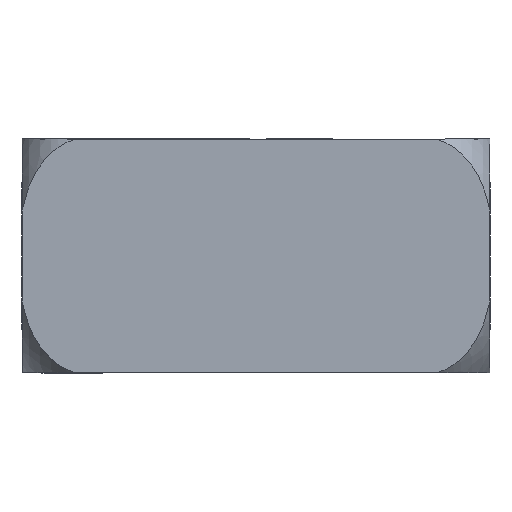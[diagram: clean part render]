
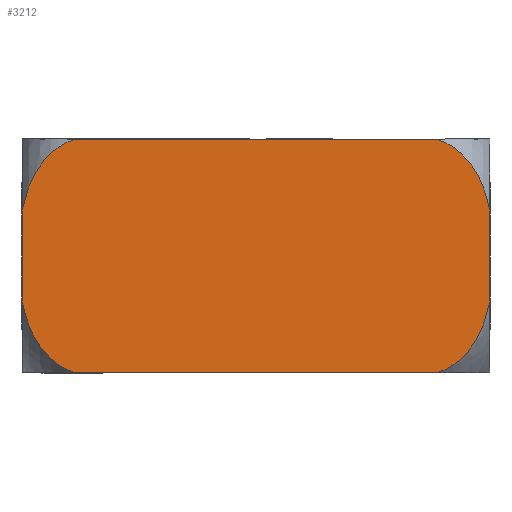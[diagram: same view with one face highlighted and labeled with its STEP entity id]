
A CAD part, front view. The second image highlights one B-rep face of the part: STEP entity #3212.
In plain terms, the highlighted planar face has unit normal (0, -1, 0).
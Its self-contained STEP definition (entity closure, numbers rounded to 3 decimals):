
#187=B_SPLINE_CURVE_WITH_KNOTS('',3,(#7580,#7581,#7582,#7583,#7584,#7585),
 .UNSPECIFIED.,.F.,.F.,(4,1,1,4),(0.,0.004,0.007,
0.014),.UNSPECIFIED.);
#190=B_SPLINE_CURVE_WITH_KNOTS('',3,(#7610,#7611,#7612,#7613,#7614,#7615,
#7616),.UNSPECIFIED.,.F.,.F.,(4,1,1,1,4),(0.,0.003,0.007,
0.01,0.014),.UNSPECIFIED.);
#196=B_SPLINE_CURVE_WITH_KNOTS('',3,(#7684,#7685,#7686,#7687,#7688,#7689,
#7690),.UNSPECIFIED.,.F.,.F.,(4,1,1,1,4),(0.,0.003,0.007,
0.01,0.014),.UNSPECIFIED.);
#198=B_SPLINE_CURVE_WITH_KNOTS('',3,(#7702,#7703,#7704,#7705,#7706,#7707),
 .UNSPECIFIED.,.F.,.F.,(4,1,1,4),(0.,0.004,0.007,
0.014),.UNSPECIFIED.);
#532=LINE('',#7625,#757);
#539=LINE('',#7699,#764);
#540=LINE('',#7700,#765);
#541=LINE('',#7709,#766);
#757=VECTOR('',#3975,1000.);
#764=VECTOR('',#4010,1000.);
#765=VECTOR('',#4011,1000.);
#766=VECTOR('',#4012,1000.);
#1296=ORIENTED_EDGE('',*,*,#1970,.F.);
#1297=ORIENTED_EDGE('',*,*,#2000,.F.);
#1298=ORIENTED_EDGE('',*,*,#1998,.F.);
#1299=ORIENTED_EDGE('',*,*,#2001,.T.);
#1300=ORIENTED_EDGE('',*,*,#2002,.F.);
#1301=ORIENTED_EDGE('',*,*,#2003,.T.);
#1302=ORIENTED_EDGE('',*,*,#1976,.F.);
#1303=ORIENTED_EDGE('',*,*,#1978,.F.);
#1970=EDGE_CURVE('',#2335,#2337,#187,.T.);
#1976=EDGE_CURVE('',#2342,#2343,#190,.T.);
#1978=EDGE_CURVE('',#2337,#2342,#532,.T.);
#1998=EDGE_CURVE('',#2357,#2358,#196,.T.);
#2000=EDGE_CURVE('',#2358,#2335,#539,.T.);
#2001=EDGE_CURVE('',#2357,#2359,#540,.T.);
#2002=EDGE_CURVE('',#2360,#2359,#198,.T.);
#2003=EDGE_CURVE('',#2360,#2343,#541,.T.);
#2335=VERTEX_POINT('',#7578);
#2337=VERTEX_POINT('',#7586);
#2342=VERTEX_POINT('',#7609);
#2343=VERTEX_POINT('',#7617);
#2357=VERTEX_POINT('',#7683);
#2358=VERTEX_POINT('',#7691);
#2359=VERTEX_POINT('',#7701);
#2360=VERTEX_POINT('',#7708);
#2601=EDGE_LOOP('',(#1296,#1297,#1298,#1299,#1300,#1301,#1302,#1303));
#2861=FACE_BOUND('',#2601,.T.);
#3060=PLANE('',#3425);
#3212=ADVANCED_FACE('',(#2861),#3060,.F.);
#3425=AXIS2_PLACEMENT_3D('',#7698,#4008,#4009);
#3975=DIRECTION('',(0.,0.,-1.));
#4008=DIRECTION('',(0.,1.,0.));
#4009=DIRECTION('',(-1.,0.,0.));
#4010=DIRECTION('',(1.,0.,0.));
#4011=DIRECTION('',(0.,0.,-1.));
#4012=DIRECTION('',(1.,0.,0.));
#7578=CARTESIAN_POINT('',(29.258,-53.386,17.5));
#7580=CARTESIAN_POINT('',(29.258,-53.386,17.5));
#7581=CARTESIAN_POINT('',(30.395,-53.386,17.151));
#7582=CARTESIAN_POINT('',(32.476,-53.386,16.017));
#7583=CARTESIAN_POINT('',(35.662,-53.386,12.44));
#7584=CARTESIAN_POINT('',(36.807,-53.386,9.045));
#7585=CARTESIAN_POINT('',(37.258,-53.386,6.728));
#7586=CARTESIAN_POINT('',(37.258,-53.386,6.728));
#7609=CARTESIAN_POINT('',(37.258,-53.386,-6.728));
#7610=CARTESIAN_POINT('',(37.258,-53.386,-6.728));
#7611=CARTESIAN_POINT('',(37.033,-53.386,-7.885));
#7612=CARTESIAN_POINT('',(36.433,-53.386,-10.136));
#7613=CARTESIAN_POINT('',(34.878,-53.386,-13.32));
#7614=CARTESIAN_POINT('',(32.495,-53.386,-16.003));
#7615=CARTESIAN_POINT('',(30.398,-53.386,-17.15));
#7616=CARTESIAN_POINT('',(29.258,-53.386,-17.5));
#7617=CARTESIAN_POINT('',(29.258,-53.386,-17.5));
#7625=CARTESIAN_POINT('',(37.258,-53.386,-17.5));
#7683=CARTESIAN_POINT('',(-32.742,-53.386,6.728));
#7684=CARTESIAN_POINT('',(-32.742,-53.386,6.728));
#7685=CARTESIAN_POINT('',(-32.516,-53.386,7.885));
#7686=CARTESIAN_POINT('',(-31.916,-53.386,10.136));
#7687=CARTESIAN_POINT('',(-30.361,-53.386,13.32));
#7688=CARTESIAN_POINT('',(-27.978,-53.386,16.003));
#7689=CARTESIAN_POINT('',(-25.881,-53.386,17.15));
#7690=CARTESIAN_POINT('',(-24.742,-53.386,17.5));
#7691=CARTESIAN_POINT('',(-24.742,-53.386,17.5));
#7698=CARTESIAN_POINT('',(37.258,-53.386,-17.5));
#7699=CARTESIAN_POINT('',(37.258,-53.386,17.5));
#7700=CARTESIAN_POINT('',(-32.742,-53.386,-17.5));
#7701=CARTESIAN_POINT('',(-32.742,-53.386,-6.728));
#7702=CARTESIAN_POINT('',(-24.742,-53.386,-17.5));
#7703=CARTESIAN_POINT('',(-25.879,-53.386,-17.151));
#7704=CARTESIAN_POINT('',(-27.959,-53.386,-16.017));
#7705=CARTESIAN_POINT('',(-31.145,-53.386,-12.44));
#7706=CARTESIAN_POINT('',(-32.29,-53.386,-9.045));
#7707=CARTESIAN_POINT('',(-32.742,-53.386,-6.728));
#7708=CARTESIAN_POINT('',(-24.742,-53.386,-17.5));
#7709=CARTESIAN_POINT('',(37.258,-53.386,-17.5));
